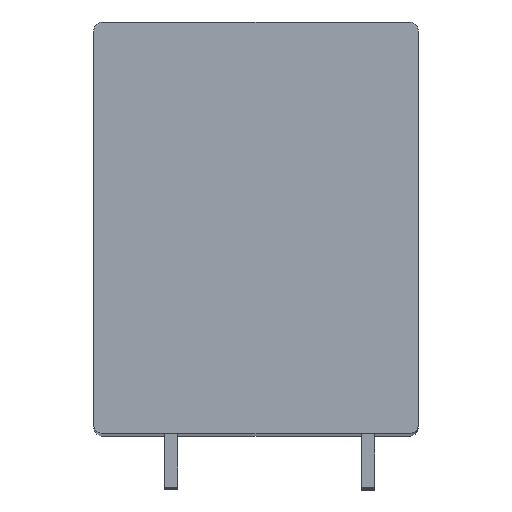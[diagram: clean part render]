
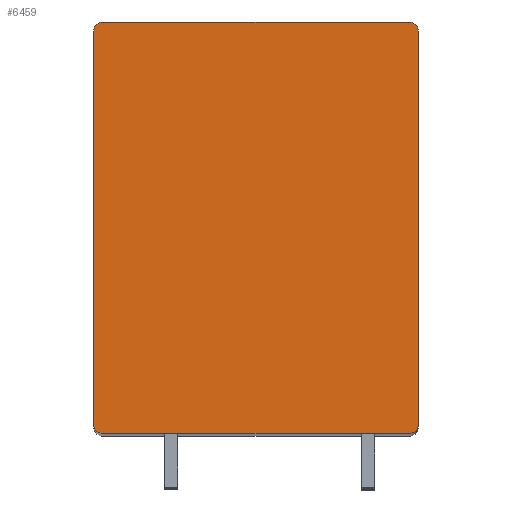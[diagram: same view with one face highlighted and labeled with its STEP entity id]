
A CAD part, top view. The second image highlights one B-rep face of the part: STEP entity #6459.
In plain terms, the highlighted planar face has unit normal (0, 0, 1).
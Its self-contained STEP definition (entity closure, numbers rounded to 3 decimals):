
#637=CARTESIAN_POINT('',(11.65,14.95,5.));
#638=DIRECTION('',(0.,0.,1.));
#639=DIRECTION('',(1.,0.,0.));
#640=AXIS2_PLACEMENT_3D('',#637,#638,#639);
#642=DIRECTION('',(0.,1.,0.));
#643=VECTOR('',#642,29.9);
#644=CARTESIAN_POINT('',(12.35,-14.95,5.));
#645=LINE('',#644,#643);
#646=CARTESIAN_POINT('',(11.65,-14.95,5.));
#647=DIRECTION('',(0.,0.,1.));
#648=DIRECTION('',(0.,-1.,0.));
#649=AXIS2_PLACEMENT_3D('',#646,#647,#648);
#651=DIRECTION('',(1.,0.,0.));
#652=VECTOR('',#651,23.3);
#653=CARTESIAN_POINT('',(-11.65,-15.65,5.));
#654=LINE('',#653,#652);
#655=CARTESIAN_POINT('',(-11.65,-14.95,5.));
#656=DIRECTION('',(0.,0.,1.));
#657=DIRECTION('',(-1.,0.,0.));
#658=AXIS2_PLACEMENT_3D('',#655,#656,#657);
#660=DIRECTION('',(0.,-1.,0.));
#661=VECTOR('',#660,29.9);
#662=CARTESIAN_POINT('',(-12.35,14.95,5.));
#663=LINE('',#662,#661);
#664=CARTESIAN_POINT('',(-11.65,14.95,5.));
#665=DIRECTION('',(0.,0.,1.));
#666=DIRECTION('',(0.,1.,0.));
#667=AXIS2_PLACEMENT_3D('',#664,#665,#666);
#669=DIRECTION('',(-1.,0.,0.));
#670=VECTOR('',#669,23.3);
#671=CARTESIAN_POINT('',(11.65,15.65,5.));
#672=LINE('',#671,#670);
#4669=CARTESIAN_POINT('',(12.35,14.95,5.));
#4670=VERTEX_POINT('',#4669);
#4671=CARTESIAN_POINT('',(11.65,15.65,5.));
#4672=VERTEX_POINT('',#4671);
#4677=CARTESIAN_POINT('',(11.65,-15.65,5.));
#4678=VERTEX_POINT('',#4677);
#4679=CARTESIAN_POINT('',(12.35,-14.95,5.));
#4680=VERTEX_POINT('',#4679);
#4685=CARTESIAN_POINT('',(-12.35,-14.95,5.));
#4686=VERTEX_POINT('',#4685);
#4687=CARTESIAN_POINT('',(-11.65,-15.65,5.));
#4688=VERTEX_POINT('',#4687);
#4693=CARTESIAN_POINT('',(-11.65,15.65,5.));
#4694=CARTESIAN_POINT('',(-12.35,14.95,5.));
#4695=VERTEX_POINT('',#4693);
#4696=VERTEX_POINT('',#4694);
#6443=CARTESIAN_POINT('',(0.,0.,5.));
#6444=DIRECTION('',(0.,0.,1.));
#6445=DIRECTION('',(1.,0.,0.));
#6446=AXIS2_PLACEMENT_3D('',#6443,#6444,#6445);
#6447=PLANE('',#6446);
#6448=ORIENTED_EDGE('',*,*,#5992,.F.);
#6449=ORIENTED_EDGE('',*,*,#6008,.F.);
#6450=ORIENTED_EDGE('',*,*,#6021,.F.);
#6451=ORIENTED_EDGE('',*,*,#6036,.F.);
#6452=ORIENTED_EDGE('',*,*,#6409,.F.);
#6453=ORIENTED_EDGE('',*,*,#6424,.F.);
#6454=ORIENTED_EDGE('',*,*,#6434,.F.);
#6456=ORIENTED_EDGE('',*,*,#6455,.F.);
#6457=EDGE_LOOP('',(#6448,#6449,#6450,#6451,#6452,#6453,#6454,#6456));
#6458=FACE_OUTER_BOUND('',#6457,.F.);
#6459=ADVANCED_FACE('',(#6458),#6447,.T.);
#641=CIRCLE('',#640,0.7);
#650=CIRCLE('',#649,0.7);
#659=CIRCLE('',#658,0.7);
#668=CIRCLE('',#667,0.7);
#5992=EDGE_CURVE('',#4670,#4672,#641,.T.);
#6008=EDGE_CURVE('',#4680,#4670,#645,.T.);
#6021=EDGE_CURVE('',#4678,#4680,#650,.T.);
#6036=EDGE_CURVE('',#4688,#4678,#654,.T.);
#6409=EDGE_CURVE('',#4686,#4688,#659,.T.);
#6424=EDGE_CURVE('',#4696,#4686,#663,.T.);
#6434=EDGE_CURVE('',#4695,#4696,#668,.T.);
#6455=EDGE_CURVE('',#4672,#4695,#672,.T.);
